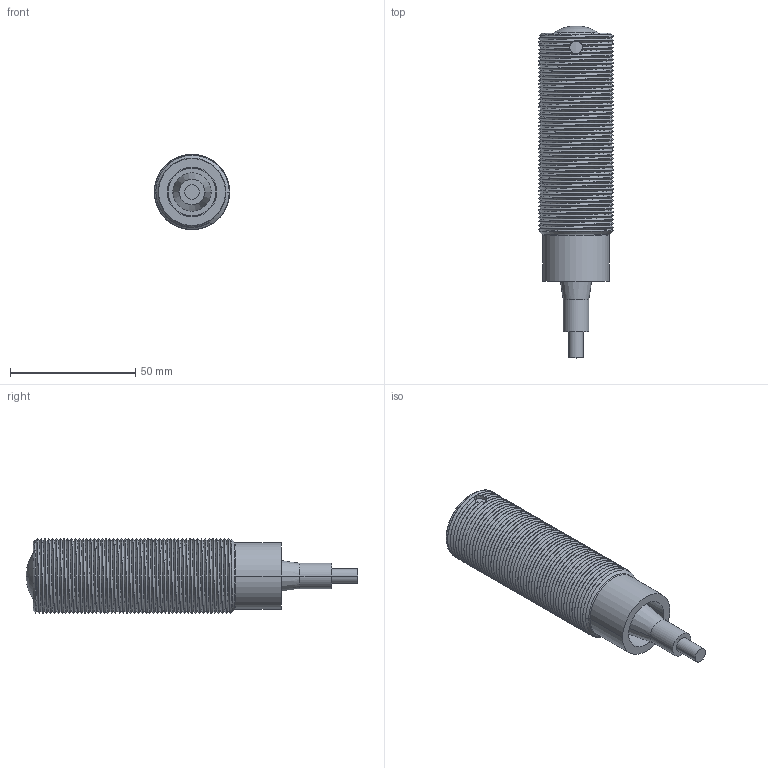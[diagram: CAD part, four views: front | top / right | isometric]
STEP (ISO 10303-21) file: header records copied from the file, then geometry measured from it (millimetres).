
FILE_DESCRIPTION((''),'2;1');
FILE_NAME('156694_SW','2011-02-09T',('banengservice'),('BANNER ENGINEERING'),'PRO/ENGINEER BY PARAMETRIC TECHNOLOGY CORPORATION, 2009141','PRO/ENGINEER BY PARAMETRIC TECHNOLOGY CORPORATION, 2009141','');
FILE_SCHEMA(('CONFIG_CONTROL_DESIGN'));
Length unit declared in the file: inch
Products named in the file (1): 156694_SW
Bounding box: 29.97 x 132.46 x 29.97 mm (x, y, z)
Volume: 28562.4 mm3; surface area: 27852.7 mm2
Topology: 2 solids, 3 shells, 253 faces, 633 edges, 394 vertices
Faces by surface type: cylinder 144, bspline 34, cone 26, torus 26, plane 19, sphere 4
Entity records: 23806 total; most frequent: CARTESIAN_POINT 18271, ORIENTED_EDGE 1254, DIRECTION 957, EDGE_CURVE 627, VERTEX_POINT 394, AXIS2_PLACEMENT_3D 381, EDGE_LOOP 271, B_SPLINE_CURVE_WITH_KNOTS 270
